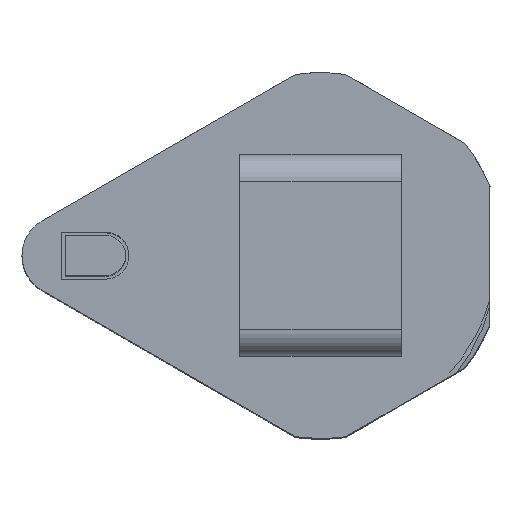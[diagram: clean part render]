
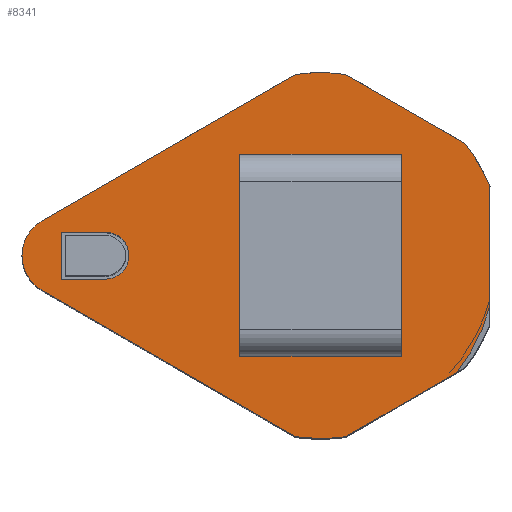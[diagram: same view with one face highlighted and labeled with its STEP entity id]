
A CAD part, top view. The second image highlights one B-rep face of the part: STEP entity #8341.
In plain terms, the highlighted planar face has unit normal (0, 0, 1).
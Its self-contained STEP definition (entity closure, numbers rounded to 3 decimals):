
#296=FACE_BOUND('',#1217,.T.);
#297=FACE_BOUND('',#1218,.T.);
#360=PLANE('',#8715);
#702=FACE_OUTER_BOUND('',#1216,.T.);
#1216=EDGE_LOOP('',(#6886,#6887,#6888,#6889,#6890,#6891,#6892,#6893,#6894,
#6895));
#1217=EDGE_LOOP('',(#6896,#6897,#6898,#6899));
#1218=EDGE_LOOP('',(#6900,#6901,#6902,#6903));
#1448=CIRCLE('',#8713,3.);
#1450=CIRCLE('',#8716,13.605);
#1451=CIRCLE('',#8717,13.605);
#1452=CIRCLE('',#8718,13.605);
#1453=CIRCLE('',#8719,1.75);
#2047=B_SPLINE_CURVE_WITH_KNOTS('',3,(#20040,#20041,#20042,#20043,#20044,
#20045,#20046,#20047,#20048,#20049,#20050,#20051,#20052,#20053,#20054,#20055,
#20056,#20057,#20058,#20059,#20060,#20061,#20062,#20063,#20064,#20065,#20066,
#20067),.UNSPECIFIED.,.F.,.F.,(4,3,3,3,3,3,3,3,3,4),(1.792,1.885,
1.978,2.072,2.108,2.124,2.135,
2.227,2.318,2.356),.UNSPECIFIED.);
#2580=LINE('',#20034,#2942);
#2581=LINE('',#20038,#2943);
#2582=LINE('',#20069,#2944);
#2583=LINE('',#20073,#2945);
#2584=LINE('',#20076,#2946);
#2585=LINE('',#20079,#2947);
#2586=LINE('',#20081,#2948);
#2587=LINE('',#20083,#2949);
#2588=LINE('',#20084,#2950);
#2589=LINE('',#20089,#2951);
#2590=LINE('',#20091,#2952);
#2591=LINE('',#20092,#2953);
#2942=VECTOR('',#9394,10.);
#2943=VECTOR('',#9397,10.);
#2944=VECTOR('',#9398,10.);
#2945=VECTOR('',#9401,10.);
#2946=VECTOR('',#9404,10.);
#2947=VECTOR('',#9405,10.);
#2948=VECTOR('',#9406,10.);
#2949=VECTOR('',#9407,10.);
#2950=VECTOR('',#9408,10.);
#2951=VECTOR('',#9411,10.);
#2952=VECTOR('',#9412,10.);
#2953=VECTOR('',#9413,10.);
#3640=VERTEX_POINT('',#20024);
#3641=VERTEX_POINT('',#20025);
#3644=VERTEX_POINT('',#20033);
#3645=VERTEX_POINT('',#20035);
#3646=VERTEX_POINT('',#20037);
#3647=VERTEX_POINT('',#20039);
#3648=VERTEX_POINT('',#20068);
#3649=VERTEX_POINT('',#20070);
#3650=VERTEX_POINT('',#20072);
#3651=VERTEX_POINT('',#20074);
#3652=VERTEX_POINT('',#20077);
#3653=VERTEX_POINT('',#20078);
#3654=VERTEX_POINT('',#20080);
#3655=VERTEX_POINT('',#20082);
#3656=VERTEX_POINT('',#20085);
#3657=VERTEX_POINT('',#20086);
#3658=VERTEX_POINT('',#20088);
#3659=VERTEX_POINT('',#20090);
#4779=EDGE_CURVE('',#3640,#3641,#1448,.T.);
#4783=EDGE_CURVE('',#3640,#3644,#2580,.T.);
#4784=EDGE_CURVE('',#3644,#3645,#1450,.T.);
#4785=EDGE_CURVE('',#3645,#3646,#2581,.T.);
#4786=EDGE_CURVE('',#3646,#3647,#2047,.T.);
#4787=EDGE_CURVE('',#3647,#3648,#2582,.T.);
#4788=EDGE_CURVE('',#3648,#3649,#1451,.T.);
#4789=EDGE_CURVE('',#3649,#3650,#2583,.T.);
#4790=EDGE_CURVE('',#3650,#3651,#1452,.T.);
#4791=EDGE_CURVE('',#3651,#3641,#2584,.T.);
#4792=EDGE_CURVE('',#3652,#3653,#2585,.T.);
#4793=EDGE_CURVE('',#3653,#3654,#2586,.T.);
#4794=EDGE_CURVE('',#3654,#3655,#2587,.T.);
#4795=EDGE_CURVE('',#3655,#3652,#2588,.T.);
#4796=EDGE_CURVE('',#3656,#3657,#1453,.T.);
#4797=EDGE_CURVE('',#3657,#3658,#2589,.T.);
#4798=EDGE_CURVE('',#3658,#3659,#2590,.T.);
#4799=EDGE_CURVE('',#3659,#3656,#2591,.T.);
#6886=ORIENTED_EDGE('',*,*,#4779,.F.);
#6887=ORIENTED_EDGE('',*,*,#4783,.T.);
#6888=ORIENTED_EDGE('',*,*,#4784,.T.);
#6889=ORIENTED_EDGE('',*,*,#4785,.T.);
#6890=ORIENTED_EDGE('',*,*,#4786,.T.);
#6891=ORIENTED_EDGE('',*,*,#4787,.T.);
#6892=ORIENTED_EDGE('',*,*,#4788,.T.);
#6893=ORIENTED_EDGE('',*,*,#4789,.T.);
#6894=ORIENTED_EDGE('',*,*,#4790,.T.);
#6895=ORIENTED_EDGE('',*,*,#4791,.T.);
#6896=ORIENTED_EDGE('',*,*,#4792,.T.);
#6897=ORIENTED_EDGE('',*,*,#4793,.T.);
#6898=ORIENTED_EDGE('',*,*,#4794,.T.);
#6899=ORIENTED_EDGE('',*,*,#4795,.T.);
#6900=ORIENTED_EDGE('',*,*,#4796,.T.);
#6901=ORIENTED_EDGE('',*,*,#4797,.T.);
#6902=ORIENTED_EDGE('',*,*,#4798,.T.);
#6903=ORIENTED_EDGE('',*,*,#4799,.T.);
#8341=ADVANCED_FACE('',(#702,#296,#297),#360,.T.);
#8713=AXIS2_PLACEMENT_3D('',#20026,#9386,#9387);
#8715=AXIS2_PLACEMENT_3D('',#20032,#9392,#9393);
#8716=AXIS2_PLACEMENT_3D('',#20036,#9395,#9396);
#8717=AXIS2_PLACEMENT_3D('',#20071,#9399,#9400);
#8718=AXIS2_PLACEMENT_3D('',#20075,#9402,#9403);
#8719=AXIS2_PLACEMENT_3D('',#20087,#9409,#9410);
#9386=DIRECTION('center_axis',(0.,0.,-1.));
#9387=DIRECTION('ref_axis',(-1.,0.,0.));
#9392=DIRECTION('center_axis',(0.,0.,1.));
#9393=DIRECTION('ref_axis',(1.,0.,0.));
#9394=DIRECTION('',(0.866,-0.5,0.));
#9395=DIRECTION('center_axis',(0.,0.,1.));
#9396=DIRECTION('ref_axis',(1.,0.,0.));
#9397=DIRECTION('',(0.866,0.5,0.));
#9398=DIRECTION('',(0.,1.,0.));
#9399=DIRECTION('center_axis',(0.,0.,1.));
#9400=DIRECTION('ref_axis',(1.,0.,0.));
#9401=DIRECTION('',(-0.866,0.5,0.));
#9402=DIRECTION('center_axis',(0.,0.,1.));
#9403=DIRECTION('ref_axis',(1.,0.,0.));
#9404=DIRECTION('',(-0.866,-0.5,0.));
#9405=DIRECTION('',(1.,0.,0.));
#9406=DIRECTION('',(0.,-1.,0.));
#9407=DIRECTION('',(-1.,0.,0.));
#9408=DIRECTION('',(0.,1.,0.));
#9409=DIRECTION('center_axis',(0.,0.,-1.));
#9410=DIRECTION('ref_axis',(1.,0.,0.));
#9411=DIRECTION('',(-1.,0.,0.));
#9412=DIRECTION('',(0.,1.,0.));
#9413=DIRECTION('',(1.,0.,0.));
#20024=CARTESIAN_POINT('',(-14.709,4.902,36.));
#20025=CARTESIAN_POINT('',(-14.709,10.098,36.));
#20026=CARTESIAN_POINT('Origin',(-13.209,7.5,36.));
#20032=CARTESIAN_POINT('Origin',(6.,7.5,36.));
#20033=CARTESIAN_POINT('',(4.131,-5.976,36.));
#20034=CARTESIAN_POINT('',(6.,-7.055,36.));
#20035=CARTESIAN_POINT('',(7.869,-5.976,36.));
#20036=CARTESIAN_POINT('Origin',(6.,7.5,36.));
#20037=CARTESIAN_POINT('',(16.119,-1.213,36.));
#20038=CARTESIAN_POINT('',(14.519,-2.136,36.));
#20039=CARTESIAN_POINT('',(18.605,3.779,36.));
#20040=CARTESIAN_POINT('Ctrl Pts',(16.118,-1.212,36.));
#20041=CARTESIAN_POINT('Ctrl Pts',(16.31,-0.971,
36.));
#20042=CARTESIAN_POINT('Ctrl Pts',(16.494,-0.723,
36.));
#20043=CARTESIAN_POINT('Ctrl Pts',(16.669,-0.469,
36.));
#20044=CARTESIAN_POINT('Ctrl Pts',(16.844,-0.215,
36.));
#20045=CARTESIAN_POINT('Ctrl Pts',(17.01,0.045,
36.));
#20046=CARTESIAN_POINT('Ctrl Pts',(17.167,0.311,36.));
#20047=CARTESIAN_POINT('Ctrl Pts',(17.326,0.581,36.));
#20048=CARTESIAN_POINT('Ctrl Pts',(17.476,0.856,36.));
#20049=CARTESIAN_POINT('Ctrl Pts',(17.617,1.137,36.));
#20050=CARTESIAN_POINT('Ctrl Pts',(17.67,1.242,36.));
#20051=CARTESIAN_POINT('Ctrl Pts',(17.721,1.348,36.));
#20052=CARTESIAN_POINT('Ctrl Pts',(17.771,1.455,36.));
#20053=CARTESIAN_POINT('Ctrl Pts',(17.794,1.505,36.));
#20054=CARTESIAN_POINT('Ctrl Pts',(17.817,1.555,36.));
#20055=CARTESIAN_POINT('Ctrl Pts',(17.84,1.605,36.));
#20056=CARTESIAN_POINT('Ctrl Pts',(17.854,1.637,36.));
#20057=CARTESIAN_POINT('Ctrl Pts',(17.869,1.668,36.));
#20058=CARTESIAN_POINT('Ctrl Pts',(17.883,1.7,36.));
#20059=CARTESIAN_POINT('Ctrl Pts',(18.007,1.981,36.));
#20060=CARTESIAN_POINT('Ctrl Pts',(18.122,2.265,36.));
#20061=CARTESIAN_POINT('Ctrl Pts',(18.226,2.553,36.));
#20062=CARTESIAN_POINT('Ctrl Pts',(18.33,2.839,36.));
#20063=CARTESIAN_POINT('Ctrl Pts',(18.424,3.128,36.));
#20064=CARTESIAN_POINT('Ctrl Pts',(18.507,3.42,36.));
#20065=CARTESIAN_POINT('Ctrl Pts',(18.541,3.539,36.));
#20066=CARTESIAN_POINT('Ctrl Pts',(18.574,3.659,36.));
#20067=CARTESIAN_POINT('Ctrl Pts',(18.604,3.779,36.));
#20068=CARTESIAN_POINT('',(18.605,12.62,36.));
#20069=CARTESIAN_POINT('',(18.605,10.06,36.));
#20070=CARTESIAN_POINT('',(16.736,15.856,36.));
#20071=CARTESIAN_POINT('Origin',(6.,7.5,36.));
#20072=CARTESIAN_POINT('',(7.869,20.976,36.));
#20073=CARTESIAN_POINT('',(10.086,19.696,36.));
#20074=CARTESIAN_POINT('',(4.131,20.976,36.));
#20075=CARTESIAN_POINT('Origin',(6.,7.5,36.));
#20076=CARTESIAN_POINT('',(6.,22.055,36.));
#20077=CARTESIAN_POINT('',(0.,15.,36.));
#20078=CARTESIAN_POINT('',(12.,15.,36.));
#20079=CARTESIAN_POINT('',(9.,15.,36.));
#20080=CARTESIAN_POINT('',(12.,0.,36.));
#20081=CARTESIAN_POINT('',(12.,3.75,36.));
#20082=CARTESIAN_POINT('',(0.,0.,36.));
#20083=CARTESIAN_POINT('',(3.,0.,36.));
#20084=CARTESIAN_POINT('',(0.,11.25,36.));
#20085=CARTESIAN_POINT('',(-10.,9.25,36.));
#20086=CARTESIAN_POINT('',(-10.,5.75,36.));
#20087=CARTESIAN_POINT('Origin',(-10.,7.5,36.));
#20088=CARTESIAN_POINT('',(-13.3,5.75,36.));
#20089=CARTESIAN_POINT('',(-3.65,5.75,36.));
#20090=CARTESIAN_POINT('',(-13.3,9.25,36.));
#20091=CARTESIAN_POINT('',(-13.3,8.375,36.));
#20092=CARTESIAN_POINT('',(-2.,9.25,36.));
